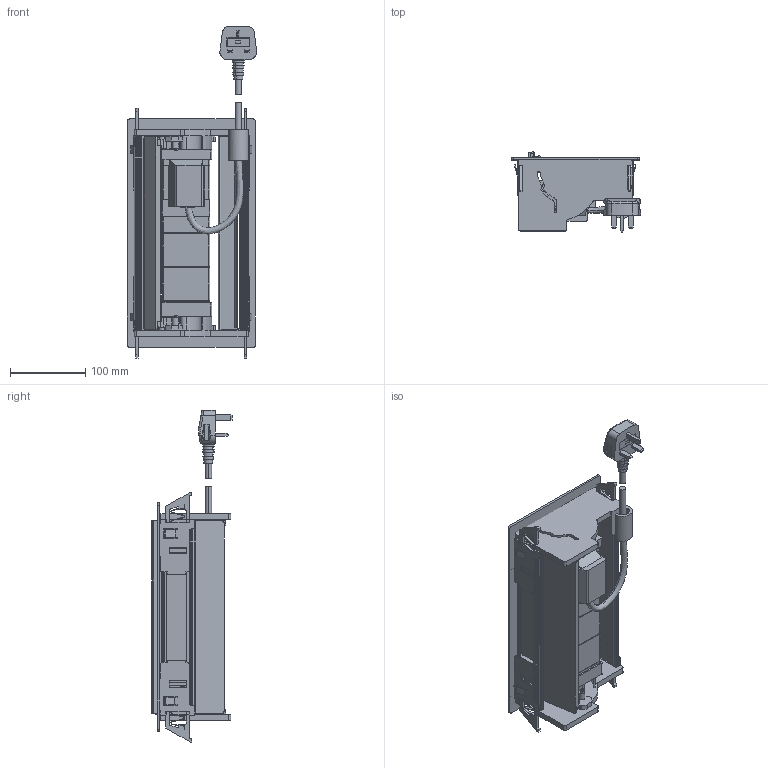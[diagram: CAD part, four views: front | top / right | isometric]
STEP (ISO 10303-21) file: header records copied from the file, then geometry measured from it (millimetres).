
FILE_DESCRIPTION(('CATIA V5 STEP Exchange','CAx-IF Rec.Pracs.--- Model Styling and Organization---1.5--- 2016-08-15','CAx-IF Rec.Pracs.---Supplemental Geometry---1.0---2011-11-01','CAx-IF Rec.Pracs.--- Composite Materials ---1.1---2010-07-15'),'2;1');
FILE_NAME('LG-654958_AllCATPart.stp','2023-10-04T09:45:38+00:00',('none'),('none'),'CATIA Version 5-6 Release 2020 SP3','CATIA V5 STEP AP214 v2','none');
FILE_SCHEMA(('AUTOMOTIVE_DESIGN { 1 0 10303 214 1 1 1 1 }'));
Products named in the file (1): LG-654958_AllCATPart
Bounding box: 171.65 x 106.57 x 440.47 mm (x, y, z)
Volume: 871965.5 mm3; surface area: 614517.3 mm2
Topology: 51 solids, 51 shells, 2307 faces, 6243 edges, 4058 vertices
Faces by surface type: plane 1557, cylinder 642, sphere 40, bspline 26, cone 20, extrusion 12, torus 10
Entity records: 71854 total; most frequent: CARTESIAN_POINT 16101, ORIENTED_EDGE 12402, DIRECTION 9754, EDGE_CURVE 6177, VECTOR 4599, LINE 4587, VERTEX_POINT 4034, AXIS2_PLACEMENT_3D 3163
